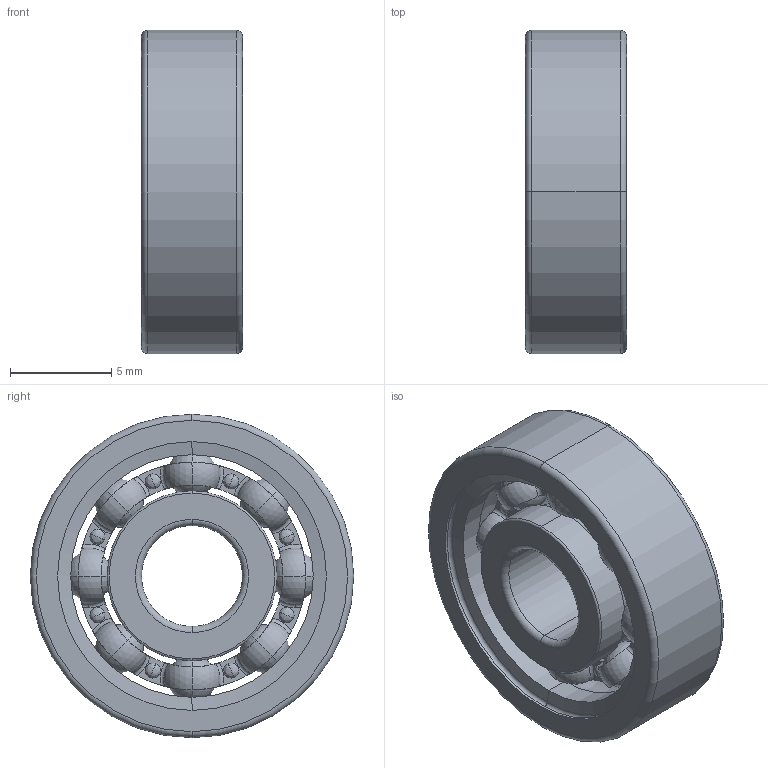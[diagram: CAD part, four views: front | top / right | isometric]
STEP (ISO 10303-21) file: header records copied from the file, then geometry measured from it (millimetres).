
FILE_DESCRIPTION (( 'STEP AP214' ), '1' );
FILE_NAME ('SKF 625.STEP', '2015-03-04T23:39:09', ( '' ), ( '' ), 'SwSTEP 2.0', 'SolidWorks 2013', '' );
FILE_SCHEMA (( 'AUTOMOTIVE_DESIGN' ));
Length unit declared in the file: millimetre
Products named in the file (5): SKF 625 Outer Race^SKF 625; SKF 625; SKF 625 Cage^SKF 625; SKF 625 Ball^SKF 625; SKF 625 Inner Race^SKF 625
Assembly tree (11 placements, depth 2):
  SKF 625
    SKF 625 Inner Race^SKF 625
    SKF 625 Outer Race^SKF 625
    SKF 625 Ball^SKF 625  x8
    SKF 625 Cage^SKF 625
Bounding box: 5 x 16 x 16 mm (x, y, z)
Volume: 645 mm3; surface area: 1290.1 mm2
Topology: 20 solids, 20 shells, 334 faces, 932 edges, 602 vertices
Faces by surface type: torus 94, sphere 80, cylinder 72, plane 52, bspline 32, cone 4
Entity records: 13103 total; most frequent: CARTESIAN_POINT 3823, ORIENTED_EDGE 1692, DIRECTION 1642, EDGE_CURVE 846, AXIS2_PLACEMENT_3D 783, VERTEX_POINT 564, CIRCLE 482, EDGE_LOOP 372
